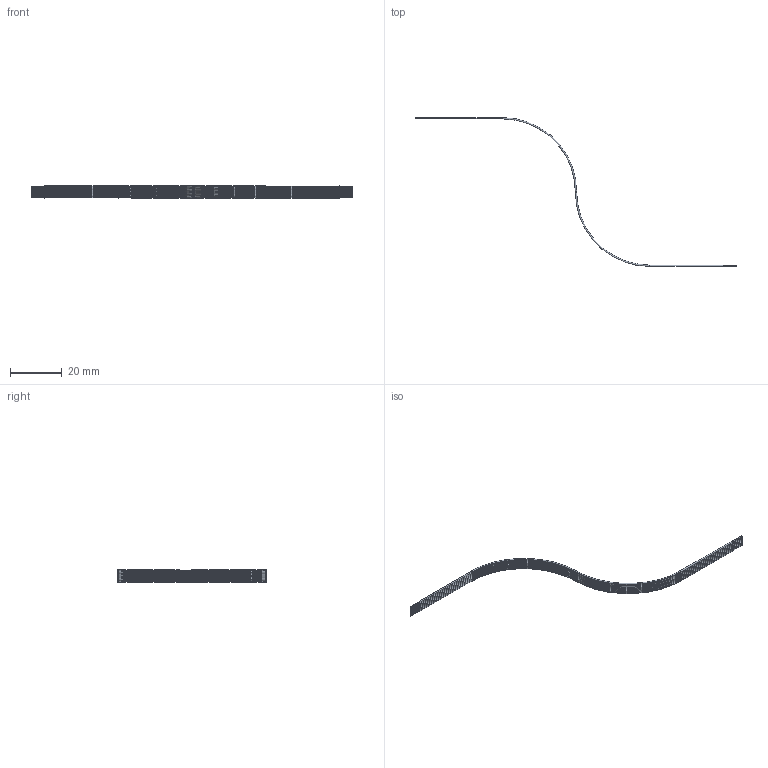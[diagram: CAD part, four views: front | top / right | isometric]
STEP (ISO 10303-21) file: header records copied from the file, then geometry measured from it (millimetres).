
FILE_DESCRIPTION (( 'STEP AP203' ), '1' );
FILE_NAME ('A2402-3-WR.STEP', '2013-11-19T12:07:09', ( '' ), ( '' ), 'SwSTEP 2.0', 'SolidWorks 2012', '' );
FILE_SCHEMA (( 'CONFIG_CONTROL_DESIGN' ));
Length unit declared in the file: inch
Products named in the file (1): A2402-3-WR
Bounding box: 124.46 x 57.66 x 4.78 mm (x, y, z)
Volume: 299.1 mm3; surface area: 1685.4 mm2
Topology: 1 solids, 1 shells, 241 faces, 535 edges, 314 vertices
Faces by surface type: cylinder 119, plane 68, torus 54
Entity records: 6728 total; most frequent: DIRECTION 1323, CARTESIAN_POINT 1091, ORIENTED_EDGE 1070, AXIS2_PLACEMENT_3D 546, EDGE_CURVE 535, VERTEX_POINT 314, CIRCLE 304, EDGE_LOOP 259
